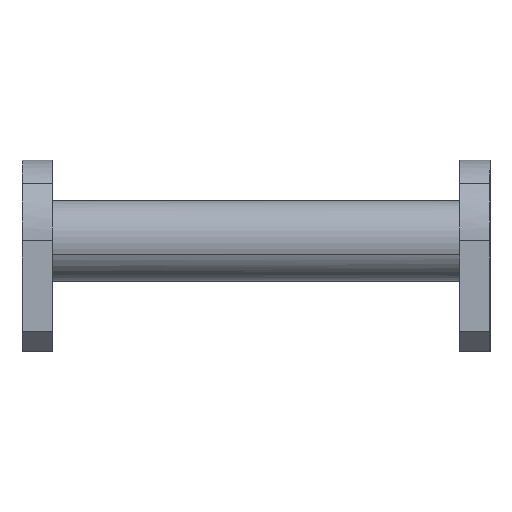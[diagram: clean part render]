
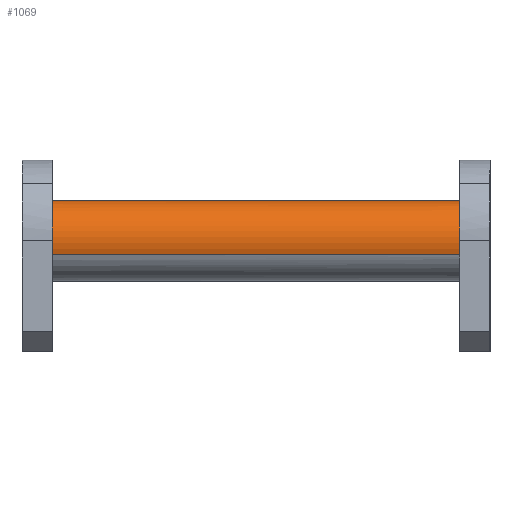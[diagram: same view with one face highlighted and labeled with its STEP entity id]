
A CAD part, left-side view. The second image highlights one B-rep face of the part: STEP entity #1069.
In plain terms, the highlighted free-form (B-spline) face has degree [2, 1] with [5, 2] control points.
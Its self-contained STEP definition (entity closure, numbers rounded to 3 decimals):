
#667 = EDGE_CURVE('',#668,#670,#672,.T.);
#668 = VERTEX_POINT('',#669);
#669 = CARTESIAN_POINT('',(-181.055,108.151,
    22.239));
#670 = VERTEX_POINT('',#671);
#671 = CARTESIAN_POINT('',(-181.055,-108.151,
    22.239));
#672 = B_SPLINE_CURVE_WITH_KNOTS('',1,(#673,#674),.UNSPECIFIED.,.F.,.F.,
  (2,2),(-101.,101.),.PIECEWISE_BEZIER_KNOTS.);
#673 = CARTESIAN_POINT('',(-181.055,108.151,
    22.239));
#674 = CARTESIAN_POINT('',(-181.055,-108.151,
    22.239));
#677 = VERTEX_POINT('',#678);
#678 = CARTESIAN_POINT('',(-140.722,108.151,
    36.655));
#686 = EDGE_CURVE('',#687,#677,#689,.T.);
#687 = VERTEX_POINT('',#688);
#688 = CARTESIAN_POINT('',(-140.722,-108.151,
    36.655));
#689 = B_SPLINE_CURVE_WITH_KNOTS('',1,(#690,#691),.UNSPECIFIED.,.F.,.F.,
  (2,2),(-101.,101.),.PIECEWISE_BEZIER_KNOTS.);
#690 = CARTESIAN_POINT('',(-140.722,-108.151,
    36.655));
#691 = CARTESIAN_POINT('',(-140.722,108.151,
    36.655));
#1019 = EDGE_CURVE('',#1020,#687,#1022,.T.);
#1020 = VERTEX_POINT('',#1021);
#1021 = CARTESIAN_POINT('',(-179.449,-108.151,
    40.132));
#1022 = ( BOUNDED_CURVE() B_SPLINE_CURVE(2,(#1023,#1024,#1025),
.UNSPECIFIED.,.F.,.F.) B_SPLINE_CURVE_WITH_KNOTS((3,3),(0.866,
3.142),.PIECEWISE_BEZIER_KNOTS.) CURVE() 
GEOMETRIC_REPRESENTATION_ITEM() RATIONAL_B_SPLINE_CURVE((1.,
0.419,1.)) REPRESENTATION_ITEM('') );
#1023 = CARTESIAN_POINT('',(-179.449,-108.151,
    40.132));
#1024 = CARTESIAN_POINT('',(-156.323,-108.151,
    80.304));
#1025 = CARTESIAN_POINT('',(-140.722,-108.151,
    36.655));
#1027 = EDGE_CURVE('',#670,#1020,#1028,.T.);
#1028 = ( BOUNDED_CURVE() B_SPLINE_CURVE(2,(#1029,#1030,#1031),
.UNSPECIFIED.,.F.,.F.) B_SPLINE_CURVE_WITH_KNOTS((3,3),(0.,
0.866),.PIECEWISE_BEZIER_KNOTS.) CURVE() 
GEOMETRIC_REPRESENTATION_ITEM() RATIONAL_B_SPLINE_CURVE((1.,
0.908,1.)) REPRESENTATION_ITEM('') );
#1029 = CARTESIAN_POINT('',(-181.055,-108.151,
    22.239));
#1030 = CARTESIAN_POINT('',(-184.386,-108.151,
    31.556));
#1031 = CARTESIAN_POINT('',(-179.449,-108.151,
    40.132));
#1046 = EDGE_CURVE('',#1047,#668,#1049,.T.);
#1047 = VERTEX_POINT('',#1048);
#1048 = CARTESIAN_POINT('',(-179.449,108.151,
    40.132));
#1049 = ( BOUNDED_CURVE() B_SPLINE_CURVE(2,(#1050,#1051,#1052),
.UNSPECIFIED.,.F.,.F.) B_SPLINE_CURVE_WITH_KNOTS((3,3),(5.418,
6.283),.PIECEWISE_BEZIER_KNOTS.) CURVE() 
GEOMETRIC_REPRESENTATION_ITEM() RATIONAL_B_SPLINE_CURVE((1.,
0.908,1.)) REPRESENTATION_ITEM('') );
#1050 = CARTESIAN_POINT('',(-179.449,108.151,
    40.132));
#1051 = CARTESIAN_POINT('',(-184.386,108.151,
    31.556));
#1052 = CARTESIAN_POINT('',(-181.055,108.151,
    22.239));
#1054 = EDGE_CURVE('',#677,#1047,#1055,.T.);
#1055 = ( BOUNDED_CURVE() B_SPLINE_CURVE(2,(#1056,#1057,#1058),
.UNSPECIFIED.,.F.,.F.) B_SPLINE_CURVE_WITH_KNOTS((3,3),(3.142,
5.418),.PIECEWISE_BEZIER_KNOTS.) CURVE() 
GEOMETRIC_REPRESENTATION_ITEM() RATIONAL_B_SPLINE_CURVE((1.,
0.419,1.)) REPRESENTATION_ITEM('') );
#1056 = CARTESIAN_POINT('',(-140.722,108.151,
    36.655));
#1057 = CARTESIAN_POINT('',(-156.323,108.151,
    80.304));
#1058 = CARTESIAN_POINT('',(-179.449,108.151,
    40.132));
#1069 = ADVANCED_FACE('',(#1070),#1078,.T.);
#1070 = FACE_BOUND('',#1071,.T.);
#1071 = EDGE_LOOP('',(#1072,#1073,#1074,#1075,#1076,#1077));
#1072 = ORIENTED_EDGE('',*,*,#667,.T.);
#1073 = ORIENTED_EDGE('',*,*,#1027,.T.);
#1074 = ORIENTED_EDGE('',*,*,#1019,.T.);
#1075 = ORIENTED_EDGE('',*,*,#686,.T.);
#1076 = ORIENTED_EDGE('',*,*,#1054,.T.);
#1077 = ORIENTED_EDGE('',*,*,#1046,.T.);
#1078 = ( BOUNDED_SURFACE() B_SPLINE_SURFACE(2,1,(
    (#1079,#1080)
    ,(#1081,#1082)
    ,(#1083,#1084)
    ,(#1085,#1086)
    ,(#1087,#1088
)),.UNSPECIFIED.,.F.,.F.,.F.) B_SPLINE_SURFACE_WITH_KNOTS((3,2,3),(2,2),
  (3.142,4.712,6.283),(-101.,101.),
.PIECEWISE_BEZIER_KNOTS.) GEOMETRIC_REPRESENTATION_ITEM() 
RATIONAL_B_SPLINE_SURFACE((
    (1.,1.)
    ,(0.707,0.707)
    ,(1.,1.)
    ,(0.707,0.707)
,(1.,1.))) REPRESENTATION_ITEM('') SURFACE() );
#1079 = CARTESIAN_POINT('',(-140.722,108.151,
    36.655));
#1080 = CARTESIAN_POINT('',(-140.722,-108.151,
    36.655));
#1081 = CARTESIAN_POINT('',(-147.93,108.151,
    56.822));
#1082 = CARTESIAN_POINT('',(-147.93,-108.151,
    56.822));
#1083 = CARTESIAN_POINT('',(-168.097,108.151,
    49.614));
#1084 = CARTESIAN_POINT('',(-168.097,-108.151,
    49.614));
#1085 = CARTESIAN_POINT('',(-188.263,108.151,
    42.406));
#1086 = CARTESIAN_POINT('',(-188.263,-108.151,
    42.406));
#1087 = CARTESIAN_POINT('',(-181.055,108.151,
    22.239));
#1088 = CARTESIAN_POINT('',(-181.055,-108.151,
    22.239));
